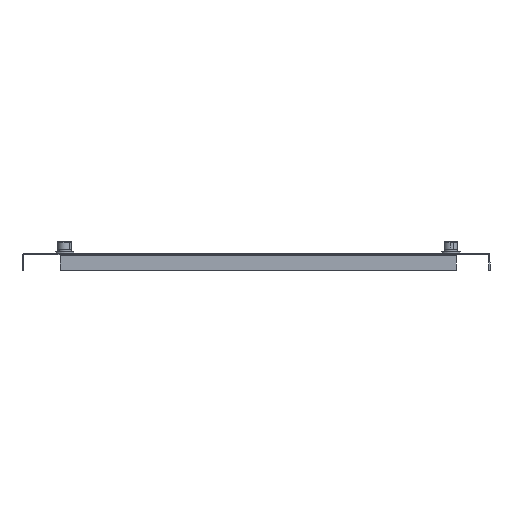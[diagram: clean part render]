
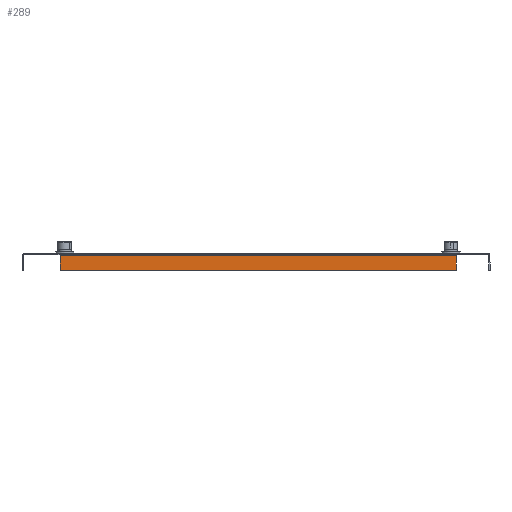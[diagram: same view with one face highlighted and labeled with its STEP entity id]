
A CAD part, left-side view. The second image highlights one B-rep face of the part: STEP entity #289.
In plain terms, the highlighted planar face has unit normal (-1, 0, 0).
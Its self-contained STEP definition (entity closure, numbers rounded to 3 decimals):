
#132 = DIRECTION ( 'NONE',  ( -1., 0., 0. ) ) ;
#203 = VERTEX_POINT ( 'NONE', #305 ) ;
#289 = ADVANCED_FACE ( 'NONE', ( #2523 ), #377, .T. ) ;
#305 = CARTESIAN_POINT ( 'NONE',  ( -404.5, -261.85, -2.8 ) ) ;
#376 = ORIENTED_EDGE ( 'NONE', *, *, #738, .F. ) ;
#377 = PLANE ( 'NONE',  #1456 ) ;
#738 = EDGE_CURVE ( 'NONE', #1654, #2844, #2529, .T. ) ;
#772 = CARTESIAN_POINT ( 'NONE',  ( -404.5, -261.85, -22. ) ) ;
#806 = LINE ( 'NONE', #2958, #2635 ) ;
#936 = EDGE_CURVE ( 'NONE', #203, #1654, #2582, .T. ) ;
#1008 = DIRECTION ( 'NONE',  ( 0., 1., 0. ) ) ;
#1338 = CARTESIAN_POINT ( 'NONE',  ( -404.5, 258.65, -2.8 ) ) ;
#1398 = DIRECTION ( 'NONE',  ( 0., 0., 1. ) ) ;
#1456 = AXIS2_PLACEMENT_3D ( 'NONE', #2481, #132, #1894 ) ;
#1501 = VERTEX_POINT ( 'NONE', #1338 ) ;
#1539 = EDGE_CURVE ( 'NONE', #2844, #1501, #806, .T. ) ;
#1654 = VERTEX_POINT ( 'NONE', #2187 ) ;
#1749 = VECTOR ( 'NONE', #1008, 1000. ) ;
#1818 = ORIENTED_EDGE ( 'NONE', *, *, #1539, .F. ) ;
#1894 = DIRECTION ( 'NONE',  ( 0., 0., 1. ) ) ;
#2187 = CARTESIAN_POINT ( 'NONE',  ( -404.5, -261.85, -22. ) ) ;
#2396 = CARTESIAN_POINT ( 'NONE',  ( -404.5, 258.65, -22. ) ) ;
#2432 = LINE ( 'NONE', #3390, #2620 ) ;
#2436 = EDGE_LOOP ( 'NONE', ( #2836, #2560, #1818, #376 ) ) ;
#2481 = CARTESIAN_POINT ( 'NONE',  ( -404.5, 0., 0. ) ) ;
#2523 = FACE_OUTER_BOUND ( 'NONE', #2436, .T. ) ;
#2529 = LINE ( 'NONE', #2838, #1749 ) ;
#2560 = ORIENTED_EDGE ( 'NONE', *, *, #2985, .T. ) ;
#2582 = LINE ( 'NONE', #772, #3385 ) ;
#2620 = VECTOR ( 'NONE', #3027, 1000. ) ;
#2635 = VECTOR ( 'NONE', #1398, 1000. ) ;
#2836 = ORIENTED_EDGE ( 'NONE', *, *, #936, .F. ) ;
#2838 = CARTESIAN_POINT ( 'NONE',  ( -404.5, 258.65, -22. ) ) ;
#2844 = VERTEX_POINT ( 'NONE', #2396 ) ;
#2958 = CARTESIAN_POINT ( 'NONE',  ( -404.5, 258.65, -1.5 ) ) ;
#2985 = EDGE_CURVE ( 'NONE', #203, #1501, #2432, .T. ) ;
#3027 = DIRECTION ( 'NONE',  ( 0., 1., 0. ) ) ;
#3385 = VECTOR ( 'NONE', #3437, 1000. ) ;
#3390 = CARTESIAN_POINT ( 'NONE',  ( -404.5, 0., -2.8 ) ) ;
#3437 = DIRECTION ( 'NONE',  ( 0., 0., -1. ) ) ;
